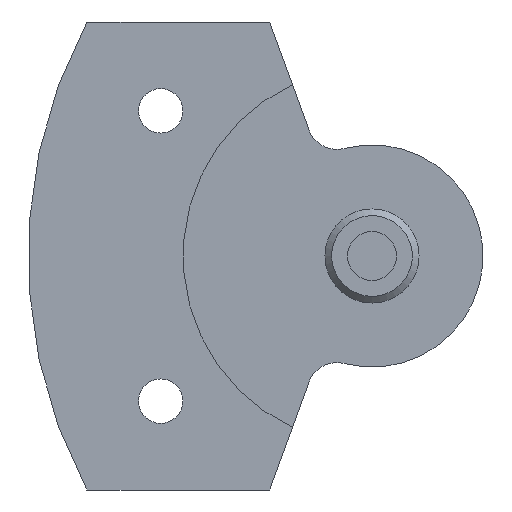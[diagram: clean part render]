
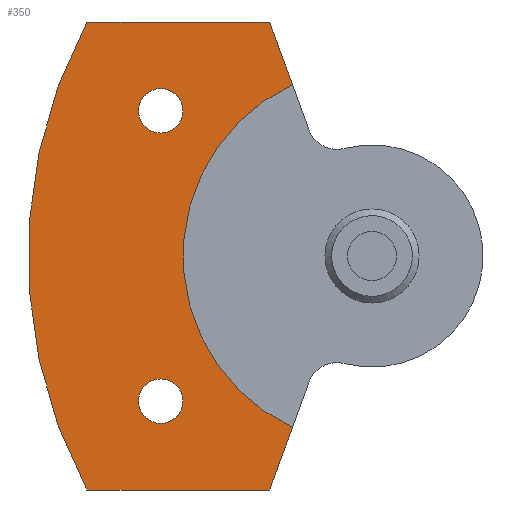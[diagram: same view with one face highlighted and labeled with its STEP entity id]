
A CAD part, front view. The second image highlights one B-rep face of the part: STEP entity #350.
In plain terms, the highlighted planar face has unit normal (0, -1, 0).
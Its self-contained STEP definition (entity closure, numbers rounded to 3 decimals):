
#16=FACE_BOUND('',#66,.T.);
#17=FACE_BOUND('',#67,.T.);
#29=PLANE('',#403);
#43=FACE_OUTER_BOUND('',#65,.T.);
#65=EDGE_LOOP('',(#272,#273,#274,#275,#276,#277));
#66=EDGE_LOOP('',(#278));
#67=EDGE_LOOP('',(#279));
#89=LINE('',#578,#116);
#93=LINE('',#587,#120);
#94=LINE('',#590,#121);
#99=LINE('',#600,#126);
#116=VECTOR('',#470,10.);
#120=VECTOR('',#476,10.);
#121=VECTOR('',#479,1000.);
#126=VECTOR('',#486,1000.);
#144=CIRCLE('',#404,12.75);
#145=CIRCLE('',#405,33.431);
#146=CIRCLE('',#406,1.5);
#147=CIRCLE('',#407,1.5);
#166=VERTEX_POINT('',#572);
#168=VERTEX_POINT('',#576);
#170=VERTEX_POINT('',#581);
#172=VERTEX_POINT('',#585);
#173=VERTEX_POINT('',#589);
#177=VERTEX_POINT('',#599);
#178=VERTEX_POINT('',#603);
#179=VERTEX_POINT('',#605);
#204=EDGE_CURVE('',#166,#168,#89,.T.);
#208=EDGE_CURVE('',#170,#172,#93,.T.);
#209=EDGE_CURVE('',#170,#173,#94,.T.);
#214=EDGE_CURVE('',#177,#168,#99,.T.);
#215=EDGE_CURVE('',#173,#177,#144,.T.);
#216=EDGE_CURVE('',#166,#172,#145,.T.);
#217=EDGE_CURVE('',#178,#178,#146,.T.);
#218=EDGE_CURVE('',#179,#179,#147,.T.);
#272=ORIENTED_EDGE('',*,*,#204,.T.);
#273=ORIENTED_EDGE('',*,*,#214,.F.);
#274=ORIENTED_EDGE('',*,*,#215,.F.);
#275=ORIENTED_EDGE('',*,*,#209,.F.);
#276=ORIENTED_EDGE('',*,*,#208,.T.);
#277=ORIENTED_EDGE('',*,*,#216,.F.);
#278=ORIENTED_EDGE('',*,*,#217,.T.);
#279=ORIENTED_EDGE('',*,*,#218,.T.);
#350=ADVANCED_FACE('',(#43,#16,#17),#29,.F.);
#403=AXIS2_PLACEMENT_3D('',#598,#484,#485);
#404=AXIS2_PLACEMENT_3D('',#601,#487,#488);
#405=AXIS2_PLACEMENT_3D('',#602,#489,#490);
#406=AXIS2_PLACEMENT_3D('',#604,#491,#492);
#407=AXIS2_PLACEMENT_3D('',#606,#493,#494);
#470=DIRECTION('',(1.,0.,0.));
#476=DIRECTION('',(-1.,0.,0.));
#479=DIRECTION('',(0.342,0.,-0.94));
#484=DIRECTION('center_axis',(0.,1.,0.));
#485=DIRECTION('ref_axis',(1.,0.,0.));
#486=DIRECTION('',(-0.342,0.,-0.94));
#487=DIRECTION('center_axis',(0.,-1.,0.));
#488=DIRECTION('ref_axis',(-0.421,0.,0.907));
#489=DIRECTION('center_axis',(0.,1.,0.));
#490=DIRECTION('ref_axis',(1.,0.,0.));
#491=DIRECTION('center_axis',(0.,1.,0.));
#492=DIRECTION('ref_axis',(1.,0.,0.));
#493=DIRECTION('center_axis',(0.,1.,0.));
#494=DIRECTION('ref_axis',(1.,0.,0.));
#572=CARTESIAN_POINT('',(-8.553,0.5,-37.596));
#576=CARTESIAN_POINT('',(3.787,0.5,-37.596));
#578=CARTESIAN_POINT('',(-4.892,0.5,-37.596));
#581=CARTESIAN_POINT('',(3.787,0.5,-6.004));
#585=CARTESIAN_POINT('',(-8.554,0.5,-6.004));
#587=CARTESIAN_POINT('',(9.03,0.5,-6.004));
#589=CARTESIAN_POINT('',(5.327,0.5,-10.236));
#590=CARTESIAN_POINT('',(2.747,0.5,-3.148));
#598=CARTESIAN_POINT('Origin',(5.479,0.5,-21.8));
#599=CARTESIAN_POINT('',(5.327,0.5,-33.364));
#600=CARTESIAN_POINT('',(8.098,0.5,-25.752));
#601=CARTESIAN_POINT('Origin',(10.696,0.5,-21.8));
#602=CARTESIAN_POINT('Origin',(20.91,0.5,-21.8));
#603=CARTESIAN_POINT('',(-5.067,0.5,-12.004));
#604=CARTESIAN_POINT('Origin',(-3.567,0.5,-12.004));
#605=CARTESIAN_POINT('',(-5.067,0.5,-31.596));
#606=CARTESIAN_POINT('Origin',(-3.567,0.5,-31.596));
